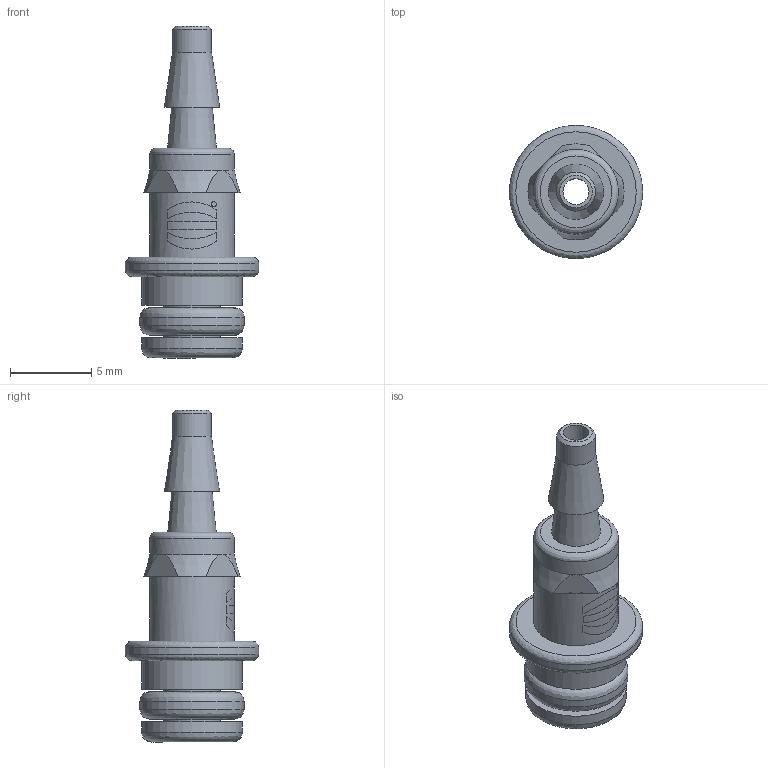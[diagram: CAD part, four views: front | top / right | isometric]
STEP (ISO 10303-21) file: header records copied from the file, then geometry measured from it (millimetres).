
FILE_DESCRIPTION(/* description */ (''),/* implementation_level */ '2;1');
FILE_NAME(/* name */ '100110402ugm000_c.stp',/* time_stamp */ '2017-09-28T15:48:37+02:00',/* author */ (''),/* organization */ (''),/* preprocessor_version */ 'ST-DEVELOPER v16',/* originating_system */ 'SIEMENS PLM Software NX 10.0',/* authorisation */ '');
FILE_SCHEMA (('AUTOMOTIVE_DESIGN { 1 0 10303 214 3 1 1 1 }'));
Length unit declared in the file: millimetre
Products named in the file (1): 100110402ugm000_c
Bounding box: 8.2 x 8.2 x 20.4 mm (x, y, z)
Volume: 317.8 mm3; surface area: 604.4 mm2
Topology: 1 solids, 1 shells, 47 faces, 107 edges, 89 vertices
Faces by surface type: plane 19, cylinder 15, cone 7, bspline 6
Full cylindrical faces by diameter (mm): 1.6 x1, 2.4 x1, 2.6 x1, 3.5 x2, 5.2 x2, 6.15 x1, 6.2 x1, 6.4 x1, 8.2 x1
Entity records: 1459 total; most frequent: CARTESIAN_POINT 391, DIRECTION 200, ORIENTED_EDGE 148, AXIS2_PLACEMENT_3D 92, EDGE_LOOP 82, EDGE_CURVE 74, FACE_BOUND 66, VERTEX_POINT 62
